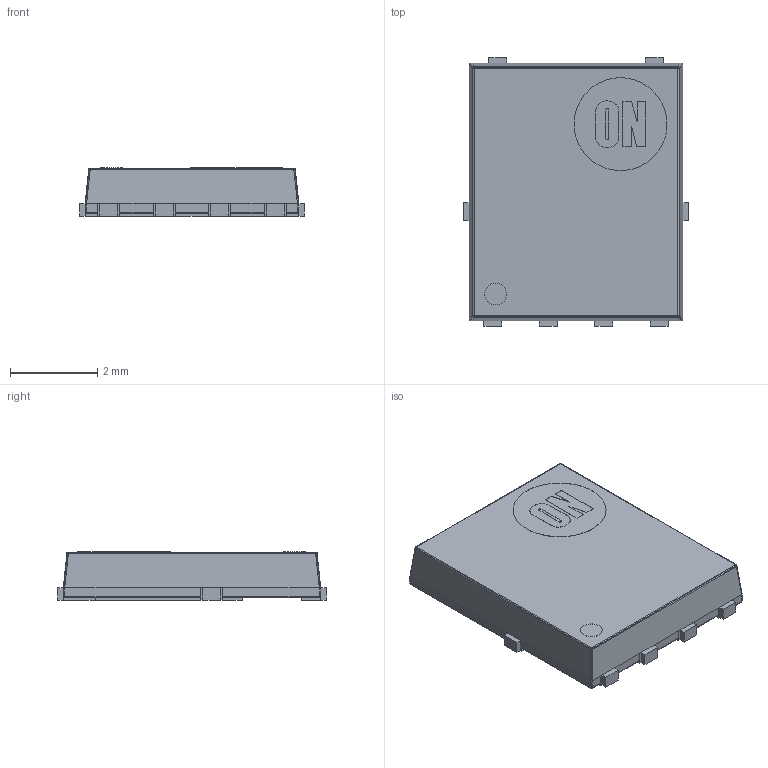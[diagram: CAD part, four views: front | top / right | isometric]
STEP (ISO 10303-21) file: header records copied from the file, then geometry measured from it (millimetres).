
FILE_DESCRIPTION (( 'STEP AP214' ), '1' );
FILE_NAME ('NVMFS3D6N10MCLT1G.STEP', '2023-07-18T04:34:14', ( '' ), ( '' ), 'SwSTEP 2.0', 'SolidWorks 2022', '' );
FILE_SCHEMA (( 'AUTOMOTIVE_DESIGN' ));
Length unit declared in the file: millimetre
Products named in the file (4): part number^onsemi_-_NVMFS3D6N10MCLT1G(2)_onsemi_-_NVMFS3D6N10MCLT1G; pads^onsemi_-_NVMFS3D6N10MCLT1G(2)_onsemi_-_NVMFS3D6N10MCLT1G; body^onsemi_-_NVMFS3D6N10MCLT1G(2)_onsemi_-_NVMFS3D6N10MCLT1G; NVMFS3D6N10MCLT1G
Assembly tree (3 placements, depth 2):
  NVMFS3D6N10MCLT1G
    pads^onsemi_-_NVMFS3D6N10MCLT1G(2)_onsemi_-_NVMFS3D6N10MCLT1G
    body^onsemi_-_NVMFS3D6N10MCLT1G(2)_onsemi_-_NVMFS3D6N10MCLT1G
    part number^onsemi_-_NVMFS3D6N10MCLT1G(2)_onsemi_-_NVMFS3D6N10MCLT1G
Bounding box: 5.15 x 6.15 x 1.1 mm (x, y, z)
Volume: 30.5 mm3; surface area: 129.6 mm2
Topology: 9 solids, 9 shells, 249 faces, 641 edges, 410 vertices
Faces by surface type: plane 148, cylinder 50, bspline 35, sphere 16
Entity records: 7800 total; most frequent: CARTESIAN_POINT 1759, ORIENTED_EDGE 1282, DIRECTION 1103, EDGE_CURVE 641, LINE 463, VECTOR 463, VERTEX_POINT 410, AXIS2_PLACEMENT_3D 320
